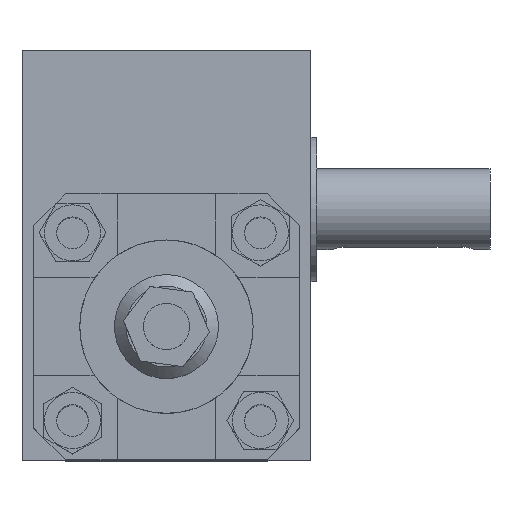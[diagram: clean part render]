
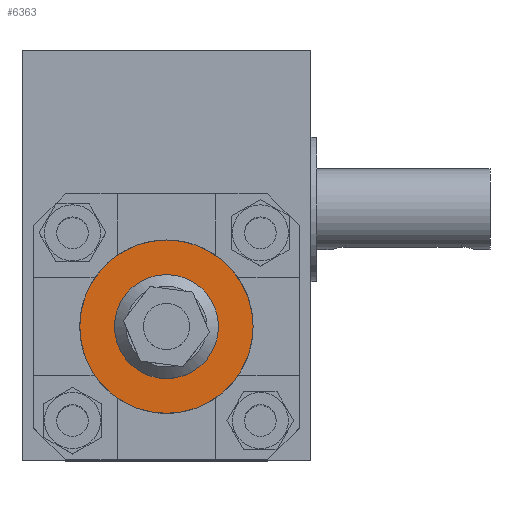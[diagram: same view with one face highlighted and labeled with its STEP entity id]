
A CAD part, top view. The second image highlights one B-rep face of the part: STEP entity #6363.
In plain terms, the highlighted planar face has unit normal (0, 0, 1).
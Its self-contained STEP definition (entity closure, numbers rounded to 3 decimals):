
#48=FACE_BOUND('',#1055,.T.);
#280=PLANE('',#6891);
#673=FACE_OUTER_BOUND('',#1054,.T.);
#1054=EDGE_LOOP('',(#5630));
#1055=EDGE_LOOP('',(#5631));
#2695=CIRCLE('',#6784,9.);
#2749=CIRCLE('',#6889,15.);
#3140=VERTEX_POINT('',#9949);
#3245=VERTEX_POINT('',#10247);
#3933=EDGE_CURVE('',#3140,#3140,#2695,.T.);
#4074=EDGE_CURVE('',#3245,#3245,#2749,.T.);
#5630=ORIENTED_EDGE('',*,*,#4074,.F.);
#5631=ORIENTED_EDGE('',*,*,#3933,.T.);
#6363=ADVANCED_FACE('',(#673,#48),#280,.F.);
#6784=AXIS2_PLACEMENT_3D('',#9951,#8082,#8083);
#6889=AXIS2_PLACEMENT_3D('',#10248,#8379,#8380);
#6891=AXIS2_PLACEMENT_3D('',#10251,#8384,#8385);
#8082=DIRECTION('center_axis',(0.,0.,
-1.));
#8083=DIRECTION('ref_axis',(-1.,0.,0.));
#8379=DIRECTION('center_axis',(0.,0.,
-1.));
#8380=DIRECTION('ref_axis',(-1.,0.,0.));
#8384=DIRECTION('center_axis',(0.,0.,
-1.));
#8385=DIRECTION('ref_axis',(-1.,0.,0.));
#9949=CARTESIAN_POINT('',(9.,-12.5,114.5));
#9951=CARTESIAN_POINT('Origin',(0.,-12.5,114.5));
#10247=CARTESIAN_POINT('',(15.,-12.5,114.5));
#10248=CARTESIAN_POINT('Origin',(0.,-12.5,114.5));
#10251=CARTESIAN_POINT('Origin',(0.,-12.5,114.5));
